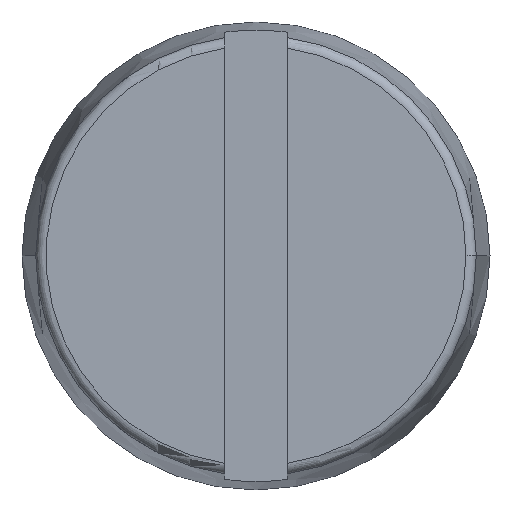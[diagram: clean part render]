
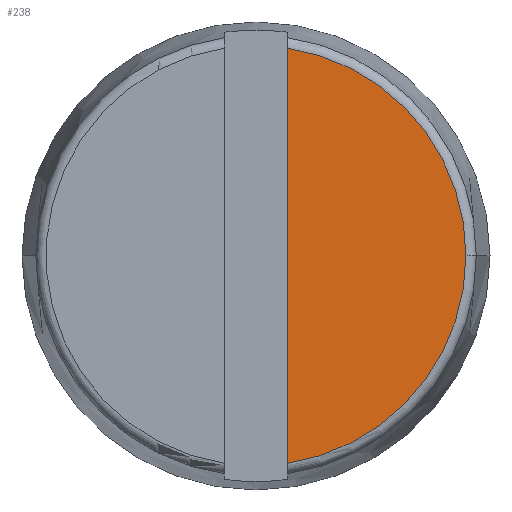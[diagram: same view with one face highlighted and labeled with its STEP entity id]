
A CAD part, top view. The second image highlights one B-rep face of the part: STEP entity #238.
In plain terms, the highlighted planar face has unit normal (0, 0, 1).
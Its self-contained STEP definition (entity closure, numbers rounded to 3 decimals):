
#19 = DIRECTION ( 'NONE',  ( 1., 0., 0. ) ) ;
#36 = CARTESIAN_POINT ( 'NONE',  ( 2.018, 0., 0. ) ) ;
#41 = VERTEX_POINT ( 'NONE', #590 ) ;
#60 = DIRECTION ( 'NONE',  ( 0., 0., 1. ) ) ;
#68 = PLANE ( 'NONE',  #154 ) ;
#78 = ORIENTED_EDGE ( 'NONE', *, *, #391, .F. ) ;
#85 = DIRECTION ( 'NONE',  ( 1., 0., 0. ) ) ;
#119 = CIRCLE ( 'NONE', #410, 2.018 ) ;
#154 = AXIS2_PLACEMENT_3D ( 'NONE', #634, #315, #532 ) ;
#238 = ADVANCED_FACE ( 'NONE', ( #621 ), #68, .F. ) ;
#242 = DIRECTION ( 'NONE',  ( 0., 1., 0. ) ) ;
#313 = EDGE_CURVE ( 'NONE', #444, #41, #643, .T. ) ;
#315 = DIRECTION ( 'NONE',  ( 0., 0., -1. ) ) ;
#321 = AXIS2_PLACEMENT_3D ( 'NONE', #508, #60, #19 ) ;
#322 = ORIENTED_EDGE ( 'NONE', *, *, #313, .T. ) ;
#338 = CARTESIAN_POINT ( 'NONE',  ( 0.3, 2.25, 0. ) ) ;
#351 = EDGE_CURVE ( 'NONE', #396, #444, #119, .T. ) ;
#385 = CARTESIAN_POINT ( 'NONE',  ( 0., 0., 0. ) ) ;
#391 = EDGE_CURVE ( 'NONE', #396, #41, #600, .T. ) ;
#396 = VERTEX_POINT ( 'NONE', #489 ) ;
#400 = VECTOR ( 'NONE', #242, 1000. ) ;
#410 = AXIS2_PLACEMENT_3D ( 'NONE', #385, #597, #85 ) ;
#444 = VERTEX_POINT ( 'NONE', #36 ) ;
#489 = CARTESIAN_POINT ( 'NONE',  ( 0.3, -1.996, 0. ) ) ;
#508 = CARTESIAN_POINT ( 'NONE',  ( 0., 0., 0. ) ) ;
#532 = DIRECTION ( 'NONE',  ( -1., 0., 0. ) ) ;
#568 = EDGE_LOOP ( 'NONE', ( #631, #322, #78 ) ) ;
#590 = CARTESIAN_POINT ( 'NONE',  ( 0.3, 1.996, 0. ) ) ;
#597 = DIRECTION ( 'NONE',  ( 0., 0., 1. ) ) ;
#600 = LINE ( 'NONE', #338, #400 ) ;
#621 = FACE_OUTER_BOUND ( 'NONE', #568, .T. ) ;
#631 = ORIENTED_EDGE ( 'NONE', *, *, #351, .T. ) ;
#634 = CARTESIAN_POINT ( 'NONE',  ( 0., 0., 0. ) ) ;
#643 = CIRCLE ( 'NONE', #321, 2.018 ) ;
